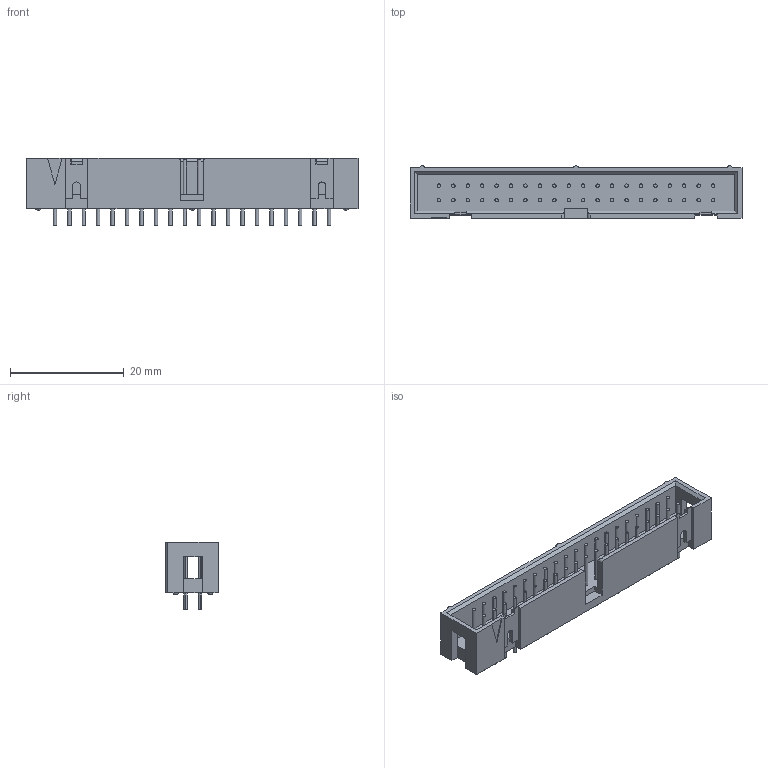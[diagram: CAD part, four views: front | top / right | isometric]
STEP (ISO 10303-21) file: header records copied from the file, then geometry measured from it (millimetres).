
FILE_DESCRIPTION(('STEP AP242'),'1');
FILE_NAME('1761633-2.stp','2023-01-25T05:21:30',('TraceParts'),('TraceParts S.A.'),'Spatial InterOp 3D',' ',' ');
FILE_SCHEMA(('AP242_MANAGED_MODEL_BASED_3D_ENGINEERING_MIM_LF {1 0 10303 442 1 1 4}'));
Length unit declared in the file: millimetre
Products named in the file (1): 1761633-2
Bounding box: 58.42 x 9.22 x 11.81 mm (x, y, z)
Volume: 2239 mm3; surface area: 3610.7 mm2
Topology: 1 solids, 1 shells, 325 faces, 739 edges, 483 vertices
Faces by surface type: cylinder 167, plane 148, sphere 10
Entity records: 9239 total; most frequent: DIRECTION 1729, CARTESIAN_POINT 1570, ORIENTED_EDGE 1458, EDGE_CURVE 729, AXIS2_PLACEMENT_3D 677, VERTEX_POINT 483, EDGE_LOOP 410, LINE 375
